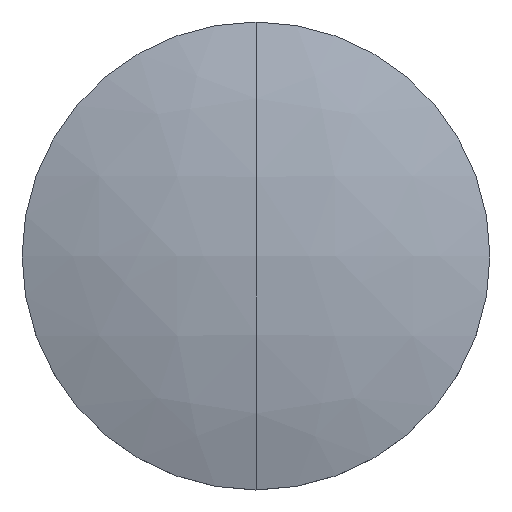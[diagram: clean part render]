
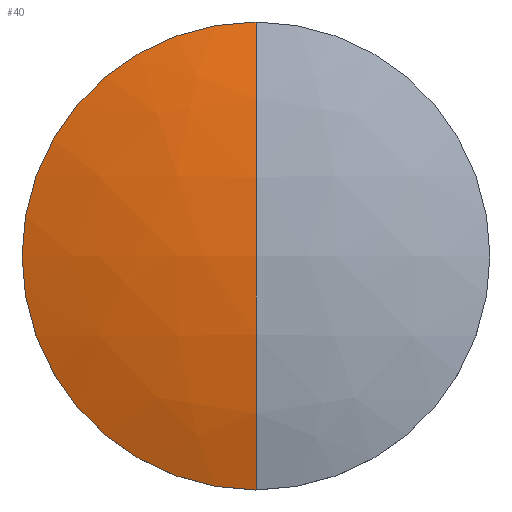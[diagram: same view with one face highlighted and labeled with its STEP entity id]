
A CAD part, top view. The second image highlights one B-rep face of the part: STEP entity #40.
In plain terms, the highlighted free-form (B-spline) face has degree [3, 3] with [4, 4] control points.
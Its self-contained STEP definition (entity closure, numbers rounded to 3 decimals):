
#4 = CARTESIAN_POINT ( 'NONE',  ( -13.002, 4.435, 4.616 ) ) ;
#6 = CARTESIAN_POINT ( 'NONE',  ( -8.198, 12.847, 3.246 ) ) ;
#8 = VERTEX_POINT ( 'NONE', #82 ) ;
#19 = EDGE_LOOP ( 'NONE', ( #181, #79, #205 ) ) ;
#27 = CARTESIAN_POINT ( 'NONE',  ( -12.112, 12.847, 1.943 ) ) ;
#28 = CARTESIAN_POINT ( 'NONE',  ( -4.429, 4.435, 6.723 ) ) ;
#31 = DIRECTION ( 'NONE',  ( 0., -1., 0. ) ) ;
#34 = DIRECTION ( 'NONE',  ( 0., 0., -1. ) ) ;
#40 = ADVANCED_FACE ( 'NONE', ( #280 ), #51, .T. ) ;
#45 = CARTESIAN_POINT ( 'NONE',  ( -4.429, -4.435, 6.723 ) ) ;
#47 = CARTESIAN_POINT ( 'NONE',  ( 0., -12.847, 3.906 ) ) ;
#48 = DIRECTION ( 'NONE',  ( -1., 0., 0. ) ) ;
#51 =( BOUNDED_SURFACE ( )  B_SPLINE_SURFACE ( 3, 3, ( 
 ( #47, #108, #129, #244 ),
 ( #269, #45, #215, #189 ),
 ( #131, #28, #110, #4 ),
 ( #218, #130, #6, #27 ) ),
 .UNSPECIFIED., .F., .F., .F. ) 
 B_SPLINE_SURFACE_WITH_KNOTS ( ( 4, 4 ),
 ( 4, 4 ),
 ( 0., 1. ),
 ( 0., 1. ),
 .UNSPECIFIED. ) 
 GEOMETRIC_REPRESENTATION_ITEM ( )  RATIONAL_B_SPLINE_SURFACE ( (
 ( 1., 0.991, 0.991, 1.),
 ( 0.965, 0.957, 0.957, 0.965),
 ( 0.965, 0.957, 0.957, 0.965),
 ( 1., 0.991, 0.991, 1.) ) ) 
 REPRESENTATION_ITEM ( '' )  SURFACE ( )  );
#69 = CIRCLE ( 'NONE', #197, 40.45 ) ;
#79 = ORIENTED_EDGE ( 'NONE', *, *, #145, .T. ) ;
#82 = CARTESIAN_POINT ( 'NONE',  ( -12.7, 0., 3.955 ) ) ;
#86 = AXIS2_PLACEMENT_3D ( 'NONE', #158, #180, #193 ) ;
#90 = CARTESIAN_POINT ( 'NONE',  ( 0., 0., -34.45 ) ) ;
#101 = CARTESIAN_POINT ( 'NONE',  ( 0., 12.7, 3.955 ) ) ;
#108 = CARTESIAN_POINT ( 'NONE',  ( -4.125, -12.847, 3.906 ) ) ;
#110 = CARTESIAN_POINT ( 'NONE',  ( -8.8, 4.435, 6.015 ) ) ;
#111 = EDGE_CURVE ( 'NONE', #8, #277, #295, .T. ) ;
#114 = CARTESIAN_POINT ( 'NONE',  ( 0., -12.7, 3.955 ) ) ;
#119 = EDGE_CURVE ( 'NONE', #157, #8, #195, .T. ) ;
#129 = CARTESIAN_POINT ( 'NONE',  ( -8.198, -12.847, 3.246 ) ) ;
#130 = CARTESIAN_POINT ( 'NONE',  ( -4.125, 12.847, 3.906 ) ) ;
#131 = CARTESIAN_POINT ( 'NONE',  ( 0., 4.435, 6.723 ) ) ;
#145 = EDGE_CURVE ( 'NONE', #157, #277, #69, .T. ) ;
#157 = VERTEX_POINT ( 'NONE', #114 ) ;
#158 = CARTESIAN_POINT ( 'NONE',  ( 0., 0., 3.955 ) ) ;
#159 = AXIS2_PLACEMENT_3D ( 'NONE', #177, #34, #221 ) ;
#177 = CARTESIAN_POINT ( 'NONE',  ( 0., 0., 3.955 ) ) ;
#180 = DIRECTION ( 'NONE',  ( 0., 0., -1. ) ) ;
#181 = ORIENTED_EDGE ( 'NONE', *, *, #119, .F. ) ;
#189 = CARTESIAN_POINT ( 'NONE',  ( -13.002, -4.435, 4.616 ) ) ;
#193 = DIRECTION ( 'NONE',  ( 1., 0., 0. ) ) ;
#195 = CIRCLE ( 'NONE', #159, 12.7 ) ;
#197 = AXIS2_PLACEMENT_3D ( 'NONE', #90, #48, #31 ) ;
#205 = ORIENTED_EDGE ( 'NONE', *, *, #111, .F. ) ;
#215 = CARTESIAN_POINT ( 'NONE',  ( -8.8, -4.435, 6.015 ) ) ;
#218 = CARTESIAN_POINT ( 'NONE',  ( 0., 12.847, 3.906 ) ) ;
#221 = DIRECTION ( 'NONE',  ( 1., 0., 0. ) ) ;
#244 = CARTESIAN_POINT ( 'NONE',  ( -12.112, -12.847, 1.943 ) ) ;
#269 = CARTESIAN_POINT ( 'NONE',  ( 0., -4.435, 6.723 ) ) ;
#277 = VERTEX_POINT ( 'NONE', #101 ) ;
#280 = FACE_OUTER_BOUND ( 'NONE', #19, .T. ) ;
#295 = CIRCLE ( 'NONE', #86, 12.7 ) ;
